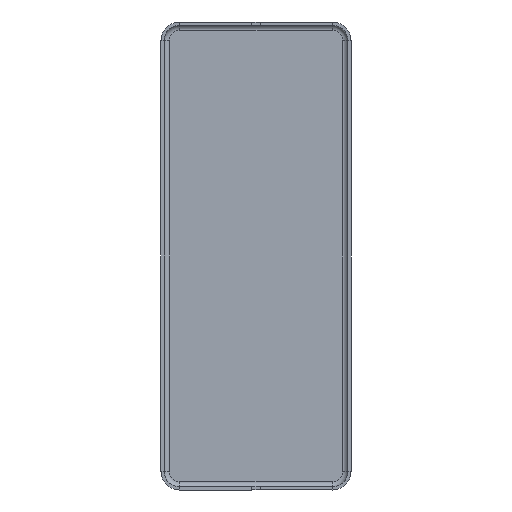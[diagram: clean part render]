
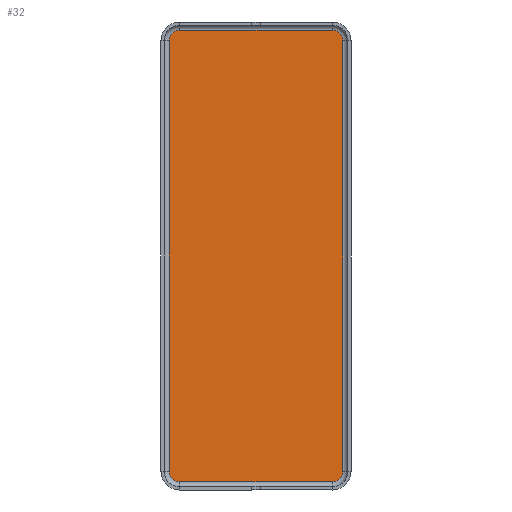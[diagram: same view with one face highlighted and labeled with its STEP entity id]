
A CAD part, front view. The second image highlights one B-rep face of the part: STEP entity #32.
In plain terms, the highlighted planar face has unit normal (0, -1, 0).
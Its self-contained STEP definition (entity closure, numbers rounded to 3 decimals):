
#27 = CARTESIAN_POINT ( 'NONE',  ( 7.3, -0.3, 20.6 ) ) ;
#32 = ADVANCED_FACE ( 'NONE', ( #326 ), #1299, .T. ) ;
#33 = VERTEX_POINT ( 'NONE', #1050 ) ;
#54 = ORIENTED_EDGE ( 'NONE', *, *, #240, .F. ) ;
#70 = AXIS2_PLACEMENT_3D ( 'NONE', #27, #461, #1372 ) ;
#95 = ORIENTED_EDGE ( 'NONE', *, *, #440, .F. ) ;
#120 = CARTESIAN_POINT ( 'NONE',  ( 7.3, -0.3, -21.6 ) ) ;
#162 = AXIS2_PLACEMENT_3D ( 'NONE', #1059, #495, #1053 ) ;
#170 = CARTESIAN_POINT ( 'NONE',  ( 7.3, -0.3, -21.6 ) ) ;
#218 = AXIS2_PLACEMENT_3D ( 'NONE', #575, #787, #442 ) ;
#240 = EDGE_CURVE ( 'NONE', #468, #834, #1027, .T. ) ;
#241 = LINE ( 'NONE', #1138, #680 ) ;
#253 = EDGE_CURVE ( 'NONE', #834, #1315, #532, .T. ) ;
#271 = ORIENTED_EDGE ( 'NONE', *, *, #749, .F. ) ;
#294 = EDGE_CURVE ( 'NONE', #917, #1234, #1251, .T. ) ;
#310 = DIRECTION ( 'NONE',  ( 0., 0., -1. ) ) ;
#325 = CIRCLE ( 'NONE', #70, 1. ) ;
#326 = FACE_OUTER_BOUND ( 'NONE', #614, .T. ) ;
#370 = LINE ( 'NONE', #452, #1185 ) ;
#372 = EDGE_CURVE ( 'NONE', #1415, #33, #241, .T. ) ;
#421 = CARTESIAN_POINT ( 'NONE',  ( -7.3, -0.3, -21.6 ) ) ;
#440 = EDGE_CURVE ( 'NONE', #1156, #468, #370, .T. ) ;
#441 = CARTESIAN_POINT ( 'NONE',  ( -8.3, -0.3, 20.6 ) ) ;
#442 = DIRECTION ( 'NONE',  ( 0., 0., 1. ) ) ;
#452 = CARTESIAN_POINT ( 'NONE',  ( 8.3, -0.3, 20.6 ) ) ;
#461 = DIRECTION ( 'NONE',  ( 0., 1., 0. ) ) ;
#463 = DIRECTION ( 'NONE',  ( 1., 0., 0. ) ) ;
#468 = VERTEX_POINT ( 'NONE', #1103 ) ;
#485 = CARTESIAN_POINT ( 'NONE',  ( -7.3, -0.3, -20.6 ) ) ;
#495 = DIRECTION ( 'NONE',  ( 0., -1., 0. ) ) ;
#532 = LINE ( 'NONE', #120, #1096 ) ;
#545 = DIRECTION ( 'NONE',  ( 0., 0., 1. ) ) ;
#562 = DIRECTION ( 'NONE',  ( 0., 1., 0. ) ) ;
#575 = CARTESIAN_POINT ( 'NONE',  ( -7.3, -0.3, 20.6 ) ) ;
#588 = AXIS2_PLACEMENT_3D ( 'NONE', #780, #562, #1221 ) ;
#614 = EDGE_LOOP ( 'NONE', ( #271, #748, #815, #979, #1380, #657, #54, #95 ) ) ;
#656 = DIRECTION ( 'NONE',  ( -1., 0., 0. ) ) ;
#657 = ORIENTED_EDGE ( 'NONE', *, *, #253, .F. ) ;
#671 = EDGE_CURVE ( 'NONE', #1234, #1415, #1169, .T. ) ;
#680 = VECTOR ( 'NONE', #463, 1000. ) ;
#706 = DIRECTION ( 'NONE',  ( 0., 0., 1. ) ) ;
#748 = ORIENTED_EDGE ( 'NONE', *, *, #372, .F. ) ;
#749 = EDGE_CURVE ( 'NONE', #33, #1156, #325, .T. ) ;
#780 = CARTESIAN_POINT ( 'NONE',  ( 7.3, -0.3, -20.6 ) ) ;
#787 = DIRECTION ( 'NONE',  ( 0., 1., 0. ) ) ;
#810 = CARTESIAN_POINT ( 'NONE',  ( -8.3, -0.3, -20.6 ) ) ;
#815 = ORIENTED_EDGE ( 'NONE', *, *, #671, .F. ) ;
#834 = VERTEX_POINT ( 'NONE', #170 ) ;
#882 = CIRCLE ( 'NONE', #959, 1. ) ;
#908 = EDGE_CURVE ( 'NONE', #1315, #917, #882, .T. ) ;
#917 = VERTEX_POINT ( 'NONE', #810 ) ;
#959 = AXIS2_PLACEMENT_3D ( 'NONE', #485, #1375, #706 ) ;
#979 = ORIENTED_EDGE ( 'NONE', *, *, #294, .F. ) ;
#1027 = CIRCLE ( 'NONE', #588, 1. ) ;
#1042 = VECTOR ( 'NONE', #545, 1000. ) ;
#1050 = CARTESIAN_POINT ( 'NONE',  ( 7.3, -0.3, 21.6 ) ) ;
#1053 = DIRECTION ( 'NONE',  ( 0., 0., -1. ) ) ;
#1059 = CARTESIAN_POINT ( 'NONE',  ( 7.3, -0.3, 20.6 ) ) ;
#1096 = VECTOR ( 'NONE', #656, 1000. ) ;
#1103 = CARTESIAN_POINT ( 'NONE',  ( 8.3, -0.3, -20.6 ) ) ;
#1114 = CARTESIAN_POINT ( 'NONE',  ( -8.3, -0.3, -20.6 ) ) ;
#1136 = CARTESIAN_POINT ( 'NONE',  ( -7.3, -0.3, 21.6 ) ) ;
#1138 = CARTESIAN_POINT ( 'NONE',  ( -7.3, -0.3, 21.6 ) ) ;
#1156 = VERTEX_POINT ( 'NONE', #1420 ) ;
#1169 = CIRCLE ( 'NONE', #218, 1. ) ;
#1185 = VECTOR ( 'NONE', #310, 1000. ) ;
#1221 = DIRECTION ( 'NONE',  ( 0., 0., 1. ) ) ;
#1234 = VERTEX_POINT ( 'NONE', #441 ) ;
#1251 = LINE ( 'NONE', #1114, #1042 ) ;
#1299 = PLANE ( 'NONE',  #162 ) ;
#1315 = VERTEX_POINT ( 'NONE', #421 ) ;
#1372 = DIRECTION ( 'NONE',  ( 0., 0., 1. ) ) ;
#1375 = DIRECTION ( 'NONE',  ( 0., 1., 0. ) ) ;
#1380 = ORIENTED_EDGE ( 'NONE', *, *, #908, .F. ) ;
#1415 = VERTEX_POINT ( 'NONE', #1136 ) ;
#1420 = CARTESIAN_POINT ( 'NONE',  ( 8.3, -0.3, 20.6 ) ) ;
